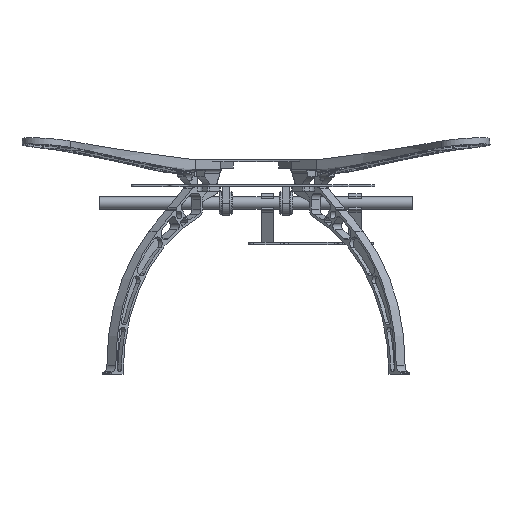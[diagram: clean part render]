
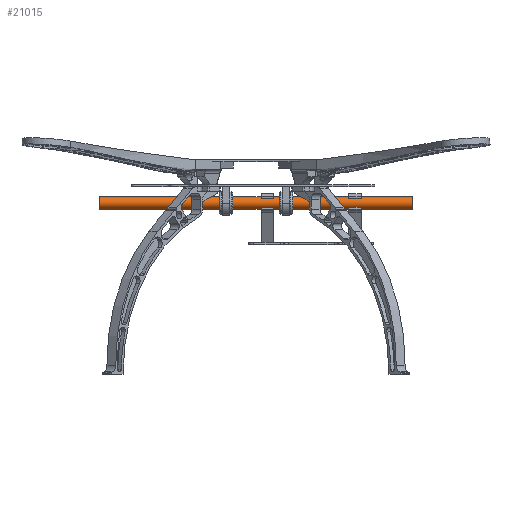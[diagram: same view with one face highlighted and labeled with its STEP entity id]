
A CAD part, front view. The second image highlights one B-rep face of the part: STEP entity #21015.
In plain terms, the highlighted cylindrical face has radius 5 mm (diameter 10 mm), a full revolution.
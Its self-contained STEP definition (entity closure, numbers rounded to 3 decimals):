
#1016=CIRCLE('',#22549,5.);
#1017=CIRCLE('',#22550,5.);
#1020=CIRCLE('',#22555,5.);
#1021=CIRCLE('',#22556,5.);
#2004=CYLINDRICAL_SURFACE('',#22554,5.);
#2659=FACE_OUTER_BOUND('',#3825,.T.);
#3825=EDGE_LOOP('',(#14915,#14916,#14917,#14918,#14919,#14920));
#5196=LINE('',#32235,#7001);
#7001=VECTOR('',#25621,5.);
#8911=VERTEX_POINT('',#32220);
#8912=VERTEX_POINT('',#32221);
#8915=VERTEX_POINT('',#32231);
#8916=VERTEX_POINT('',#32232);
#11231=EDGE_CURVE('',#8911,#8912,#1016,.T.);
#11232=EDGE_CURVE('',#8912,#8911,#1017,.T.);
#11236=EDGE_CURVE('',#8915,#8916,#1020,.T.);
#11237=EDGE_CURVE('',#8916,#8915,#1021,.T.);
#11238=EDGE_CURVE('',#8916,#8912,#5196,.T.);
#14915=ORIENTED_EDGE('',*,*,#11236,.F.);
#14916=ORIENTED_EDGE('',*,*,#11237,.F.);
#14917=ORIENTED_EDGE('',*,*,#11238,.T.);
#14918=ORIENTED_EDGE('',*,*,#11231,.F.);
#14919=ORIENTED_EDGE('',*,*,#11232,.F.);
#14920=ORIENTED_EDGE('',*,*,#11238,.F.);
#21015=ADVANCED_FACE('',(#2659),#2004,.T.);
#22549=AXIS2_PLACEMENT_3D('',#32222,#25604,#25605);
#22550=AXIS2_PLACEMENT_3D('',#32223,#25606,#25607);
#22554=AXIS2_PLACEMENT_3D('',#32230,#25615,#25616);
#22555=AXIS2_PLACEMENT_3D('',#32233,#25617,#25618);
#22556=AXIS2_PLACEMENT_3D('',#32234,#25619,#25620);
#25604=DIRECTION('center_axis',(0.,0.,-1.));
#25605=DIRECTION('ref_axis',(1.,0.,0.));
#25606=DIRECTION('center_axis',(0.,0.,-1.));
#25607=DIRECTION('ref_axis',(1.,0.,0.));
#25615=DIRECTION('center_axis',(0.,0.,1.));
#25616=DIRECTION('ref_axis',(1.,0.,0.));
#25617=DIRECTION('center_axis',(0.,0.,1.));
#25618=DIRECTION('ref_axis',(1.,0.,0.));
#25619=DIRECTION('center_axis',(0.,0.,1.));
#25620=DIRECTION('ref_axis',(1.,0.,0.));
#25621=DIRECTION('',(0.,0.,-1.));
#32220=CARTESIAN_POINT('',(5.,0.,-125.));
#32221=CARTESIAN_POINT('',(-5.,0.,-125.));
#32222=CARTESIAN_POINT('Origin',(0.,0.,-125.));
#32223=CARTESIAN_POINT('Origin',(0.,0.,-125.));
#32230=CARTESIAN_POINT('Origin',(0.,0.,0.));
#32231=CARTESIAN_POINT('',(5.,0.,125.));
#32232=CARTESIAN_POINT('',(-5.,0.,125.));
#32233=CARTESIAN_POINT('Origin',(0.,0.,125.));
#32234=CARTESIAN_POINT('Origin',(0.,0.,125.));
#32235=CARTESIAN_POINT('',(-5.,0.,0.));
